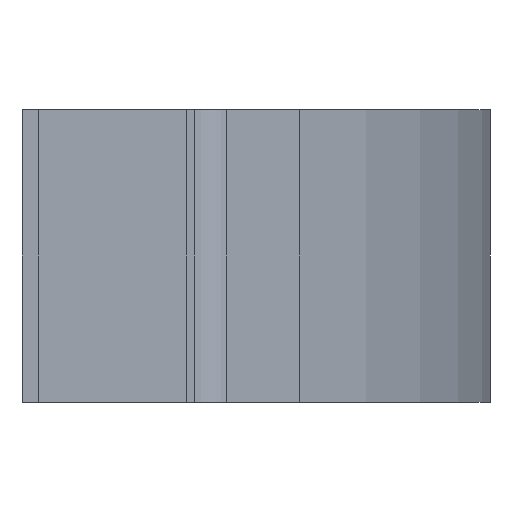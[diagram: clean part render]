
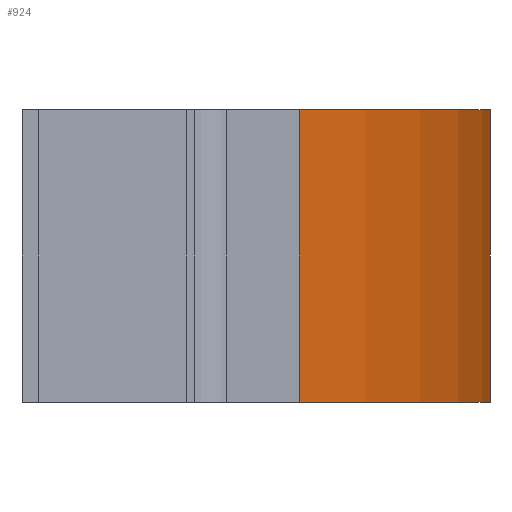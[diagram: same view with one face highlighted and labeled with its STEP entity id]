
A CAD part, left-side view. The second image highlights one B-rep face of the part: STEP entity #924.
In plain terms, the highlighted cylindrical face has radius 95 mm (diameter 190 mm), a partial arc.
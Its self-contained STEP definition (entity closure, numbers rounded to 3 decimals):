
#29 = DIRECTION ( 'NONE',  ( 1., 0., 0. ) ) ;
#33 = CARTESIAN_POINT ( 'NONE',  ( -185.739, -54., 35. ) ) ;
#53 = DIRECTION ( 'NONE',  ( 0., 0., -1. ) ) ;
#64 = EDGE_CURVE ( 'NONE', #831, #80, #1119, .T. ) ;
#67 = CARTESIAN_POINT ( 'NONE',  ( -247.484, -31.197, 35. ) ) ;
#80 = VERTEX_POINT ( 'NONE', #424 ) ;
#112 = ORIENTED_EDGE ( 'NONE', *, *, #130, .F. ) ;
#130 = EDGE_CURVE ( 'NONE', #831, #1005, #259, .T. ) ;
#182 = FACE_OUTER_BOUND ( 'NONE', #810, .T. ) ;
#218 = CARTESIAN_POINT ( 'NONE',  ( -185.739, -54., 0. ) ) ;
#220 = DIRECTION ( 'NONE',  ( 1., 0., 0. ) ) ;
#247 = EDGE_CURVE ( 'NONE', #80, #575, #1127, .T. ) ;
#259 = CIRCLE ( 'NONE', #954, 95. ) ;
#288 = VECTOR ( 'NONE', #53, 1000. ) ;
#289 = CARTESIAN_POINT ( 'NONE',  ( -185.739, 41., 0. ) ) ;
#301 = CARTESIAN_POINT ( 'NONE',  ( -185.739, 41., 35. ) ) ;
#310 = EDGE_CURVE ( 'NONE', #1005, #575, #1077, .T. ) ;
#352 = DIRECTION ( 'NONE',  ( 0., 0., 1. ) ) ;
#375 = CYLINDRICAL_SURFACE ( 'NONE', #996, 95. ) ;
#389 = DIRECTION ( 'NONE',  ( 0., 0., 1. ) ) ;
#417 = ORIENTED_EDGE ( 'NONE', *, *, #247, .T. ) ;
#424 = CARTESIAN_POINT ( 'NONE',  ( -247.484, -31.197, 0. ) ) ;
#432 = CARTESIAN_POINT ( 'NONE',  ( -247.484, -31.197, 35. ) ) ;
#501 = DIRECTION ( 'NONE',  ( 0., 0., -1. ) ) ;
#575 = VERTEX_POINT ( 'NONE', #218 ) ;
#612 = CARTESIAN_POINT ( 'NONE',  ( -185.739, 41., 35. ) ) ;
#638 = DIRECTION ( 'NONE',  ( 0., 0., -1. ) ) ;
#668 = VECTOR ( 'NONE', #501, 1000. ) ;
#684 = AXIS2_PLACEMENT_3D ( 'NONE', #289, #389, #220 ) ;
#739 = ORIENTED_EDGE ( 'NONE', *, *, #64, .T. ) ;
#810 = EDGE_LOOP ( 'NONE', ( #417, #997, #112, #739 ) ) ;
#831 = VERTEX_POINT ( 'NONE', #432 ) ;
#924 = ADVANCED_FACE ( 'NONE', ( #182 ), #375, .T. ) ;
#954 = AXIS2_PLACEMENT_3D ( 'NONE', #612, #352, #29 ) ;
#988 = CARTESIAN_POINT ( 'NONE',  ( -185.739, -54., 35. ) ) ;
#996 = AXIS2_PLACEMENT_3D ( 'NONE', #301, #638, #1063 ) ;
#997 = ORIENTED_EDGE ( 'NONE', *, *, #310, .F. ) ;
#1005 = VERTEX_POINT ( 'NONE', #33 ) ;
#1063 = DIRECTION ( 'NONE',  ( -1., 0., 0. ) ) ;
#1077 = LINE ( 'NONE', #988, #288 ) ;
#1119 = LINE ( 'NONE', #67, #668 ) ;
#1127 = CIRCLE ( 'NONE', #684, 95. ) ;
